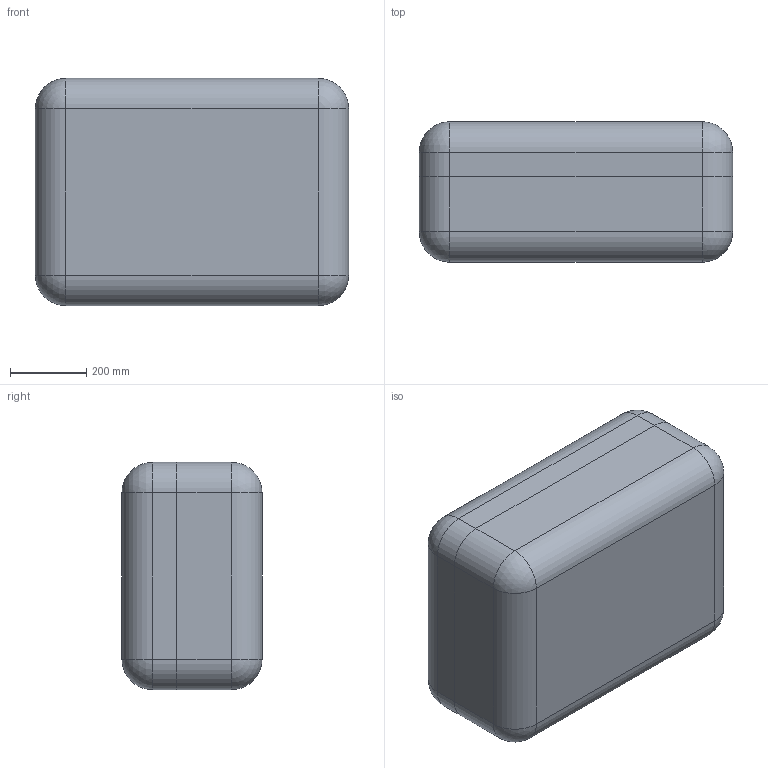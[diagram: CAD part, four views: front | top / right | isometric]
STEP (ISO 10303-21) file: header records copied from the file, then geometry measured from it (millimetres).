
FILE_DESCRIPTION (( 'STEP AP214' ), '1' );
FILE_NAME ('Êîíòåéíåð ÀÄÌÈÐÀË®ÏÐÎÔÅÑÑÈÎÍÀËÜÍÛÅ 102_óïðîùåííàÿ 3D-ìîäåëü.STEP', '2025-08-26T07:30:59', ( '' ), ( '' ), 'SwSTEP 2.0', 'SolidWorks 2021', '' );
FILE_SCHEMA (( 'AUTOMOTIVE_DESIGN' ));
Length unit declared in the file: millimetre
Products named in the file (3): Êîíòåéíåð ÀÄÌÈÐÀË®ÏÐÎÔÅÑÑÈÎÍÀËÜÍÛÅ 102_óïðîùåííàÿ 3D-ìîäåëü; Base 102 óïð; Lid 103
Assembly tree (2 placements, depth 2):
  Êîíòåéíåð ÀÄÌÈÐÀË®ÏÐÎÔÅÑÑÈÎÍÀËÜÍÛÅ 102_óïðîùåííàÿ 3D-ìîäåëü
    Base 102 óïð
    Lid 103
Bounding box: 822.95 x 368.08 x 596.85 mm (x, y, z)
Volume: 75691639.9 mm3; surface area: 4228162.6 mm2
Topology: 2 solids, 2 shells, 1216 faces, 2982 edges, 1722 vertices
Faces by surface type: cylinder 493, bspline 324, plane 247, torus 120, cone 24, sphere 8
Entity records: 73118 total; most frequent: CARTESIAN_POINT 46585, ORIENTED_EDGE 5852, DIRECTION 5251, EDGE_CURVE 2926, AXIS2_PLACEMENT_3D 2053, VERTEX_POINT 1722, EDGE_LOOP 1228, ADVANCED_FACE 1216
